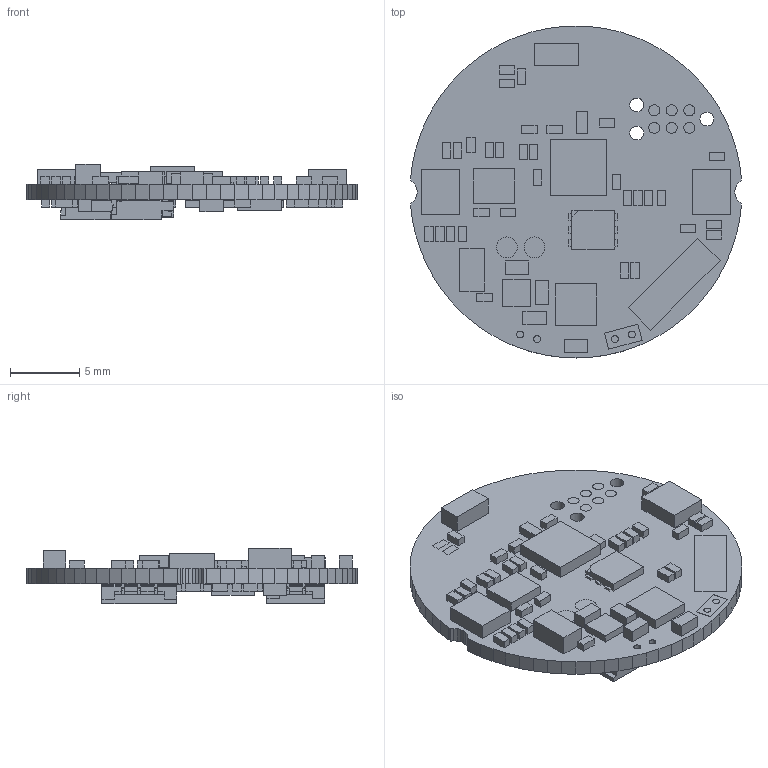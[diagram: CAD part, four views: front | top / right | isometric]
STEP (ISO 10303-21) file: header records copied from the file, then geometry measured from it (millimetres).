
FILE_DESCRIPTION(/* description */ ('','CAx-IF Rec.Pracs.---Representation and Presentation of Product Manufacturing Information (PMI)---3.8---2014-02-18'),/* implementation_level */ '2;1');
FILE_NAME(/* name */ 'SwarmBots.step',/* time_stamp */ '2016-07-19T12:03:54+02:00',/* author */ ('Mathieu'),/* organization */ (''),/* preprocessor_version */ 'ST-DEVELOPER v16.1',/* originating_system */ 'Autodesk Inventor 2016',/* authorisation */ '');
FILE_SCHEMA (('AP242_MANAGED_MODEL_BASED_3D_ENGINEERING_MIM_LF { 1 0 10303 442 1 1 4 }'));
Length unit declared in the file: millimetre
Products named in the file (1): Part315
Bounding box: 23.95 x 24.02 x 4.01 mm (x, y, z)
Volume: 662.1 mm3; surface area: 1629.3 mm2
Topology: 7 solids, 7 shells, 948 faces, 2525 edges, 1728 vertices
Faces by surface type: plane 924, cylinder 24
Full cylindrical faces by diameter (mm): 0.5 x4, 0.8 x6, 1 x3, 1.5 x2
Entity records: 29417 total; most frequent: CARTESIAN_POINT 5187, ORIENTED_EDGE 4938, DIRECTION 4456, EDGE_CURVE 2469, LINE 2462, VECTOR 2462, VERTEX_POINT 1646, EDGE_LOOP 1079
